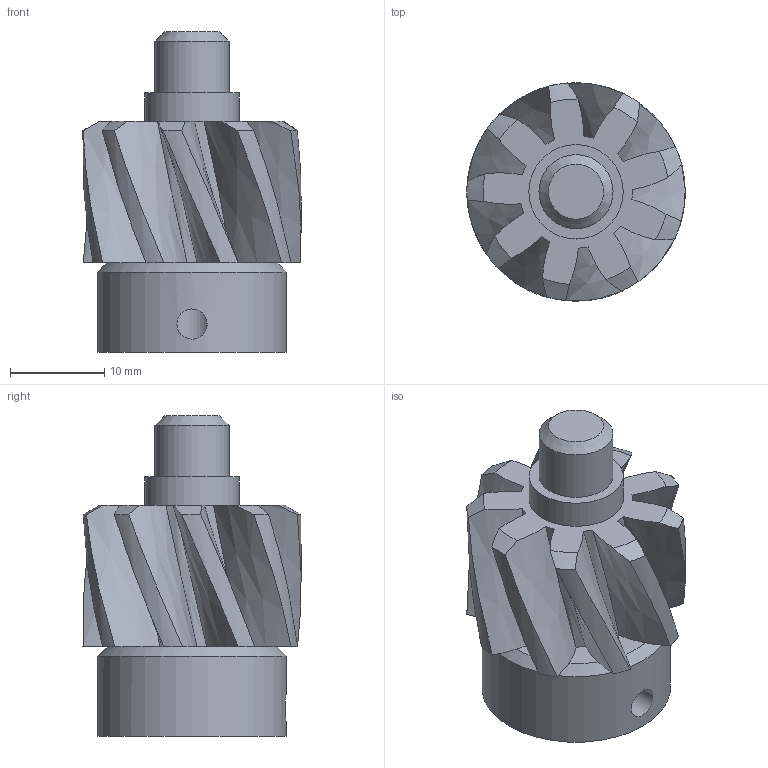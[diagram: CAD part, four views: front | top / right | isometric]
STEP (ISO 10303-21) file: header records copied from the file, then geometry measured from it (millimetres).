
FILE_DESCRIPTION(/* description */ (''),/* implementation_level */ '2;1');
FILE_NAME(/* name */ 'Spur Gear11.step',/* time_stamp */ '2025-04-08T01:57:37+02:00',/* author */ ('rocke'),/* organization */ (''),/* preprocessor_version */ 'ST-DEVELOPER v18.1',/* originating_system */ 'Autodesk Inventor 2021',/* authorisation */ '');
FILE_SCHEMA (('AUTOMOTIVE_DESIGN { 1 0 10303 214 3 1 1 }'));
Length unit declared in the file: millimetre
Products named in the file (1): Spur Gear1
Bounding box: 23.15 x 23.14 x 34 mm (x, y, z)
Volume: 7188.5 mm3; surface area: 3838.9 mm2
Topology: 1 solids, 1 shells, 92 faces, 278 edges, 204 vertices
Faces by surface type: plane 39, bspline 27, cylinder 15, cone 11
Full cylindrical faces by diameter (mm): 3.2 x2, 7.85 x1, 10 x1, 20 x1
Entity records: 3746 total; most frequent: CARTESIAN_POINT 1568, ORIENTED_EDGE 530, DIRECTION 305, EDGE_CURVE 265, VERTEX_POINT 178, B_SPLINE_CURVE_WITH_KNOTS 166, AXIS2_PLACEMENT_3D 140, EDGE_LOOP 99
